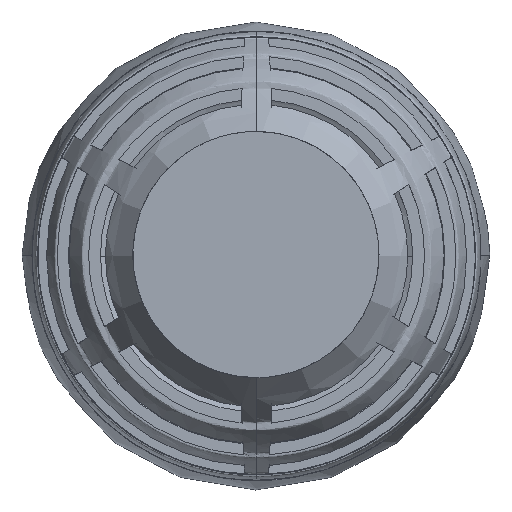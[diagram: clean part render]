
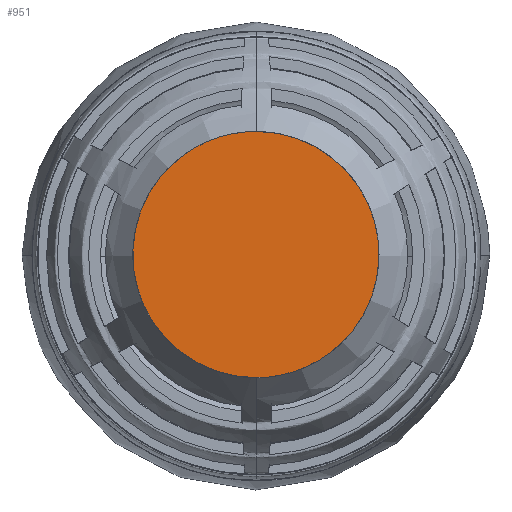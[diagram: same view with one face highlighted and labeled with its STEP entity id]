
A CAD part, top view. The second image highlights one B-rep face of the part: STEP entity #951.
In plain terms, the highlighted planar face has unit normal (0, 0, -1).
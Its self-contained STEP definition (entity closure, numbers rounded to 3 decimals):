
#86=PLANE('',#5321);
#951=ADVANCED_FACE('',(#1153),#86,.T.);
#1153=FACE_OUTER_BOUND('',#1392,.T.);
#1392=EDGE_LOOP('',(#2013,#2014));
#2013=ORIENTED_EDGE('',*,*,#2966,.T.);
#2014=ORIENTED_EDGE('',*,*,#2967,.T.);
#2966=EDGE_CURVE('',#4692,#4693,#3757,.T.);
#2967=EDGE_CURVE('',#4693,#4692,#3758,.T.);
#3757=(
BOUNDED_CURVE()
B_SPLINE_CURVE(3,(#12624,#12625,#12626,#12627),.UNSPECIFIED.,.F.,.F.)
B_SPLINE_CURVE_WITH_KNOTS((4,4),(0.,0.5),.UNSPECIFIED.)
CURVE()
GEOMETRIC_REPRESENTATION_ITEM()
RATIONAL_B_SPLINE_CURVE((1.,0.333,0.333,1.))
REPRESENTATION_ITEM('')
);
#3758=(
BOUNDED_CURVE()
B_SPLINE_CURVE(3,(#12628,#12629,#12630,#12631),.UNSPECIFIED.,.F.,.F.)
B_SPLINE_CURVE_WITH_KNOTS((4,4),(0.5,1.),.UNSPECIFIED.)
CURVE()
GEOMETRIC_REPRESENTATION_ITEM()
RATIONAL_B_SPLINE_CURVE((1.,0.333,0.333,1.))
REPRESENTATION_ITEM('')
);
#4692=VERTEX_POINT('',#12622);
#4693=VERTEX_POINT('',#12623);
#5321=AXIS2_PLACEMENT_3D('',#12621,#5404,$);
#5404=DIRECTION('',(0.,0.,-1.));
#12621=CARTESIAN_POINT('',(228.012,-1375.526,277.086));
#12622=CARTESIAN_POINT('',(0.,-1166.514,277.086));
#12623=CARTESIAN_POINT('',(0.,-1356.514,277.086));
#12624=CARTESIAN_POINT('',(0.,-1166.514,277.086));
#12625=CARTESIAN_POINT('',(190.,-1166.514,277.086));
#12626=CARTESIAN_POINT('',(190.,-1356.514,277.086));
#12627=CARTESIAN_POINT('',(0.,-1356.514,277.086));
#12628=CARTESIAN_POINT('',(0.,-1356.514,277.086));
#12629=CARTESIAN_POINT('',(-190.,-1356.514,277.086));
#12630=CARTESIAN_POINT('',(-190.,-1166.514,277.086));
#12631=CARTESIAN_POINT('',(0.,-1166.514,277.086));
